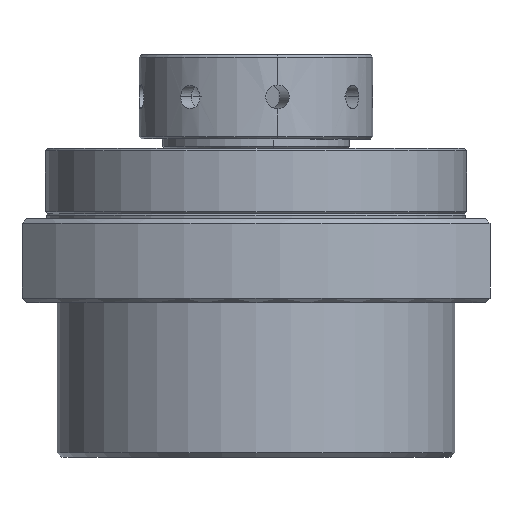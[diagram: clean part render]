
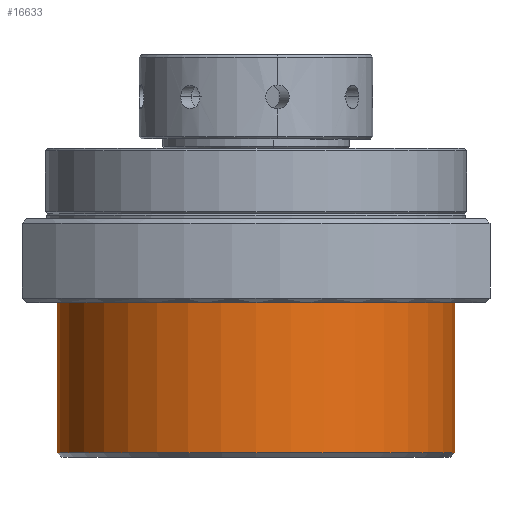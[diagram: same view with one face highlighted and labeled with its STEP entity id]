
A CAD part, front view. The second image highlights one B-rep face of the part: STEP entity #16633.
In plain terms, the highlighted cylindrical face has radius 42.5 mm (diameter 85 mm), a partial arc.
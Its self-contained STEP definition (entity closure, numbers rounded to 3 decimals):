
#581 = ORIENTED_EDGE ( 'NONE', *, *, #2310, .F. ) ;
#582 = ORIENTED_EDGE ( 'NONE', *, *, #770, .T. ) ;
#583 = ORIENTED_EDGE ( 'NONE', *, *, #2320, .T. ) ;
#584 = ORIENTED_EDGE ( 'NONE', *, *, #787, .T. ) ;
#770 = EDGE_CURVE ( 'NONE', #17089, #17108, #3785, .T. ) ;
#787 = EDGE_CURVE ( 'NONE', #17087, #17058, #3799, .T. ) ;
#2310 = EDGE_CURVE ( 'NONE', #17089, #17058, #12793, .T. ) ;
#2320 = EDGE_CURVE ( 'NONE', #17108, #17087, #12805, .T. ) ;
#2425 = AXIS2_PLACEMENT_3D ( 'NONE', #17732, #17740, #17741 ) ;
#2441 = AXIS2_PLACEMENT_3D ( 'NONE', #17783, #17795, #17796 ) ;
#3340 = EDGE_LOOP ( 'NONE', ( #581, #582, #583, #584 ) ) ;
#3785 = CIRCLE ( 'NONE', #2425, 42.5 ) ;
#3799 = CIRCLE ( 'NONE', #2441, 42.5 ) ;
#12498 = CARTESIAN_POINT ( 'NONE',  ( -42.5, 0., 61.638 ) ) ;
#12506 = DIRECTION ( 'NONE',  ( 0., 0., 1. ) ) ;
#12509 = CARTESIAN_POINT ( 'NONE',  ( 42.5, 0., 61.638 ) ) ;
#12532 = DIRECTION ( 'NONE',  ( 0., 0., 1. ) ) ;
#12788 = VECTOR ( 'NONE', #12506, 1000. ) ;
#12793 = LINE ( 'NONE', #12498, #12788 ) ;
#12803 = VECTOR ( 'NONE', #12532, 1000. ) ;
#12805 = LINE ( 'NONE', #12509, #12803 ) ;
#13523 = CYLINDRICAL_SURFACE ( 'NONE', #14982, 42.5 ) ;
#13527 = FACE_OUTER_BOUND ( 'NONE', #3340, .T. ) ;
#14573 = DIRECTION ( 'NONE',  ( 1., 0., 0. ) ) ;
#14574 = DIRECTION ( 'NONE',  ( 0., 0., 1. ) ) ;
#14575 = CARTESIAN_POINT ( 'NONE',  ( 0., 0., 61.638 ) ) ;
#14982 = AXIS2_PLACEMENT_3D ( 'NONE', #14575, #14574, #14573 ) ;
#15576 = CARTESIAN_POINT ( 'NONE',  ( -42.5, 0., -19. ) ) ;
#15605 = CARTESIAN_POINT ( 'NONE',  ( 42.5, 0., -19. ) ) ;
#15607 = CARTESIAN_POINT ( 'NONE',  ( -42.5, 0., -51. ) ) ;
#15626 = CARTESIAN_POINT ( 'NONE',  ( 42.5, 0., -51. ) ) ;
#16633 = ADVANCED_FACE ( 'NONE', ( #13527 ), #13523, .T. ) ;
#17058 = VERTEX_POINT ( 'NONE', #15576 ) ;
#17087 = VERTEX_POINT ( 'NONE', #15605 ) ;
#17089 = VERTEX_POINT ( 'NONE', #15607 ) ;
#17108 = VERTEX_POINT ( 'NONE', #15626 ) ;
#17732 = CARTESIAN_POINT ( 'NONE',  ( 0., 0., -51. ) ) ;
#17740 = DIRECTION ( 'NONE',  ( 0., 0., 1. ) ) ;
#17741 = DIRECTION ( 'NONE',  ( 1., 0., 0. ) ) ;
#17783 = CARTESIAN_POINT ( 'NONE',  ( 0., 0., -19. ) ) ;
#17795 = DIRECTION ( 'NONE',  ( 0., 0., -1. ) ) ;
#17796 = DIRECTION ( 'NONE',  ( 1., 0., 0. ) ) ;
